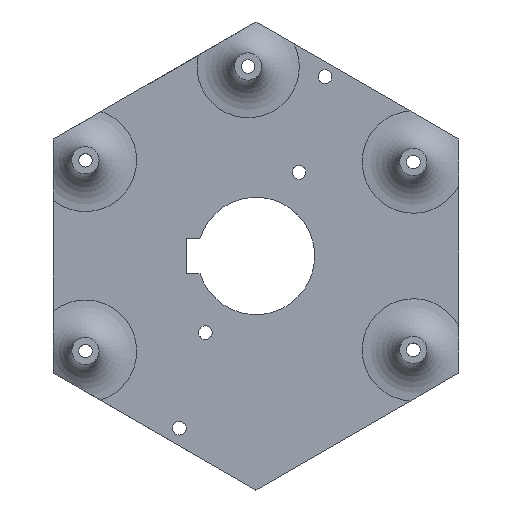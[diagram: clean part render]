
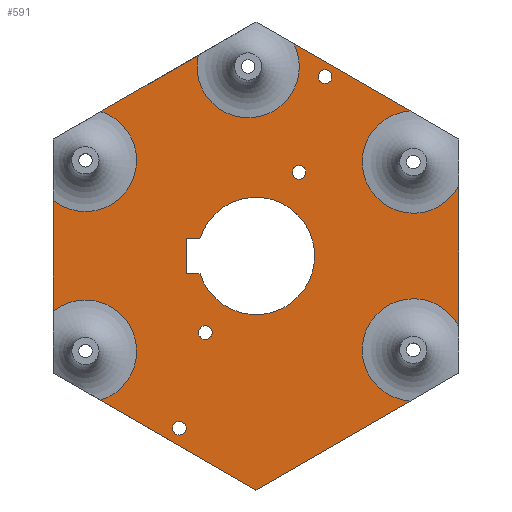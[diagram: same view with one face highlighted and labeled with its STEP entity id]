
A CAD part, top view. The second image highlights one B-rep face of the part: STEP entity #591.
In plain terms, the highlighted planar face has unit normal (0, 0, 1).
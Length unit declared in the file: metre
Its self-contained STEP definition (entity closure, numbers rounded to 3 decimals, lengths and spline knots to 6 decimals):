
#28=CIRCLE('',#628,0.0125);
#39=CIRCLE('',#653,0.00145);
#40=CIRCLE('',#654,0.00145);
#41=CIRCLE('',#655,0.00145);
#42=CIRCLE('',#656,0.00145);
#43=CIRCLE('',#657,0.0109);
#44=CIRCLE('',#658,0.0109);
#45=CIRCLE('',#659,0.0109);
#46=CIRCLE('',#660,0.0109);
#47=CIRCLE('',#661,0.0109);
#137=ORIENTED_EDGE('',*,*,#273,.F.);
#138=ORIENTED_EDGE('',*,*,#274,.F.);
#139=ORIENTED_EDGE('',*,*,#275,.F.);
#140=ORIENTED_EDGE('',*,*,#276,.F.);
#141=ORIENTED_EDGE('',*,*,#236,.F.);
#142=ORIENTED_EDGE('',*,*,#277,.T.);
#143=ORIENTED_EDGE('',*,*,#242,.F.);
#144=ORIENTED_EDGE('',*,*,#278,.T.);
#145=ORIENTED_EDGE('',*,*,#246,.T.);
#146=ORIENTED_EDGE('',*,*,#251,.F.);
#147=ORIENTED_EDGE('',*,*,#279,.T.);
#148=ORIENTED_EDGE('',*,*,#255,.F.);
#149=ORIENTED_EDGE('',*,*,#280,.T.);
#150=ORIENTED_EDGE('',*,*,#269,.F.);
#151=ORIENTED_EDGE('',*,*,#281,.T.);
#152=ORIENTED_EDGE('',*,*,#225,.T.);
#153=ORIENTED_EDGE('',*,*,#229,.F.);
#154=ORIENTED_EDGE('',*,*,#232,.T.);
#155=ORIENTED_EDGE('',*,*,#264,.T.);
#225=EDGE_CURVE('',#299,#298,#356,.T.);
#229=EDGE_CURVE('',#301,#298,#28,.T.);
#232=EDGE_CURVE('',#301,#303,#361,.T.);
#236=EDGE_CURVE('',#307,#308,#364,.T.);
#242=EDGE_CURVE('',#312,#313,#368,.T.);
#246=EDGE_CURVE('',#316,#315,#371,.T.);
#251=EDGE_CURVE('',#319,#315,#374,.T.);
#255=EDGE_CURVE('',#322,#323,#377,.T.);
#264=EDGE_CURVE('',#303,#299,#379,.T.);
#269=EDGE_CURVE('',#332,#333,#381,.T.);
#273=EDGE_CURVE('',#336,#336,#39,.T.);
#274=EDGE_CURVE('',#337,#337,#40,.T.);
#275=EDGE_CURVE('',#338,#338,#41,.T.);
#276=EDGE_CURVE('',#339,#339,#42,.T.);
#277=EDGE_CURVE('',#307,#313,#43,.F.);
#278=EDGE_CURVE('',#312,#316,#44,.F.);
#279=EDGE_CURVE('',#319,#323,#45,.F.);
#280=EDGE_CURVE('',#322,#333,#46,.F.);
#281=EDGE_CURVE('',#332,#308,#47,.F.);
#298=VERTEX_POINT('',#874);
#299=VERTEX_POINT('',#876);
#301=VERTEX_POINT('',#882);
#303=VERTEX_POINT('',#888);
#307=VERTEX_POINT('',#903);
#308=VERTEX_POINT('',#905);
#312=VERTEX_POINT('',#928);
#313=VERTEX_POINT('',#930);
#315=VERTEX_POINT('',#943);
#316=VERTEX_POINT('',#945);
#319=VERTEX_POINT('',#963);
#322=VERTEX_POINT('',#975);
#323=VERTEX_POINT('',#977);
#332=VERTEX_POINT('',#1013);
#333=VERTEX_POINT('',#1015);
#336=VERTEX_POINT('',#1028);
#337=VERTEX_POINT('',#1030);
#338=VERTEX_POINT('',#1032);
#339=VERTEX_POINT('',#1034);
#356=LINE('',#875,#384);
#361=LINE('',#889,#389);
#364=LINE('',#904,#392);
#368=LINE('',#929,#396);
#371=LINE('',#944,#399);
#374=LINE('',#964,#402);
#377=LINE('',#976,#405);
#379=LINE('',#1000,#407);
#381=LINE('',#1014,#409);
#384=VECTOR('',#702,1.);
#389=VECTOR('',#715,1.);
#392=VECTOR('',#720,1.);
#396=VECTOR('',#726,1.);
#399=VECTOR('',#731,1.);
#402=VECTOR('',#736,1.);
#405=VECTOR('',#741,1.);
#407=VECTOR('',#763,1.);
#409=VECTOR('',#773,1.);
#430=EDGE_LOOP('',(#137));
#431=EDGE_LOOP('',(#138));
#432=EDGE_LOOP('',(#139));
#433=EDGE_LOOP('',(#140));
#434=EDGE_LOOP('',(#141,#142,#143,#144,#145,#146,#147,#148,#149,#150,#151));
#435=EDGE_LOOP('',(#152,#153,#154,#155));
#505=FACE_BOUND('',#430,.T.);
#506=FACE_BOUND('',#431,.T.);
#507=FACE_BOUND('',#432,.T.);
#508=FACE_BOUND('',#433,.T.);
#509=FACE_BOUND('',#434,.T.);
#510=FACE_BOUND('',#435,.T.);
#569=PLANE('',#652);
#591=ADVANCED_FACE('',(#505,#506,#507,#508,#509,#510),#569,.T.);
#628=AXIS2_PLACEMENT_3D('',#883,#709,#710);
#652=AXIS2_PLACEMENT_3D('',#1026,#780,#781);
#653=AXIS2_PLACEMENT_3D('',#1027,#782,#783);
#654=AXIS2_PLACEMENT_3D('',#1029,#784,#785);
#655=AXIS2_PLACEMENT_3D('',#1031,#786,#787);
#656=AXIS2_PLACEMENT_3D('',#1033,#788,#789);
#657=AXIS2_PLACEMENT_3D('',#1035,#790,#791);
#658=AXIS2_PLACEMENT_3D('',#1036,#792,#793);
#659=AXIS2_PLACEMENT_3D('',#1037,#794,#795);
#660=AXIS2_PLACEMENT_3D('',#1038,#796,#797);
#661=AXIS2_PLACEMENT_3D('',#1039,#798,#799);
#702=DIRECTION('',(1.,0.,0.));
#709=DIRECTION('',(0.,0.,1.));
#710=DIRECTION('',(1.,0.,0.));
#715=DIRECTION('',(-1.,0.,0.));
#720=DIRECTION('',(0.866,0.5,0.));
#726=DIRECTION('',(0.,1.,0.));
#731=DIRECTION('',(0.866,-0.5,0.));
#736=DIRECTION('',(-0.866,-0.5,0.));
#741=DIRECTION('',(0.,-1.,0.));
#763=DIRECTION('',(0.,1.,0.));
#773=DIRECTION('',(0.866,-0.5,0.));
#780=DIRECTION('',(0.,0.,1.));
#781=DIRECTION('',(1.,0.,0.));
#782=DIRECTION('',(0.,0.,1.));
#783=DIRECTION('',(1.,0.,0.));
#784=DIRECTION('',(0.,0.,1.));
#785=DIRECTION('',(1.,0.,0.));
#786=DIRECTION('',(0.,0.,1.));
#787=DIRECTION('',(1.,0.,0.));
#788=DIRECTION('',(0.,0.,1.));
#789=DIRECTION('',(1.,0.,0.));
#790=DIRECTION('',(0.,0.,1.));
#791=DIRECTION('',(1.,0.,0.));
#792=DIRECTION('',(0.,0.,1.));
#793=DIRECTION('',(1.,0.,0.));
#794=DIRECTION('',(0.,0.,1.));
#795=DIRECTION('',(1.,0.,0.));
#796=DIRECTION('',(0.,0.,1.));
#797=DIRECTION('',(1.,0.,0.));
#798=DIRECTION('',(0.,0.,1.));
#799=DIRECTION('',(1.,0.,0.));
#874=CARTESIAN_POINT('',(-0.064268,-0.048924,0.002));
#875=CARTESIAN_POINT('',(-0.065666,-0.048924,0.002));
#876=CARTESIAN_POINT('',(-0.067063,-0.048924,0.002));
#882=CARTESIAN_POINT('',(-0.064261,-0.056415,0.002));
#883=CARTESIAN_POINT('',(-0.052339,-0.052659,0.002));
#888=CARTESIAN_POINT('',(-0.067063,-0.056415,0.002));
#889=CARTESIAN_POINT('',(-0.065662,-0.056415,0.002));
#903=CARTESIAN_POINT('',(-0.085375,-0.021915,0.002));
#904=CARTESIAN_POINT('',(-0.075024,-0.015938,0.002));
#905=CARTESIAN_POINT('',(-0.064646,-0.009947,0.002));
#928=CARTESIAN_POINT('',(-0.095482,-0.064435,0.002));
#929=CARTESIAN_POINT('',(-0.095482,-0.052659,0.002));
#930=CARTESIAN_POINT('',(-0.095482,-0.040808,0.002));
#943=CARTESIAN_POINT('',(-0.052339,-0.102476,0.002));
#944=CARTESIAN_POINT('',(-0.061831,-0.096996,0.002));
#945=CARTESIAN_POINT('',(-0.085461,-0.083353,0.002));
#963=CARTESIAN_POINT('',(-0.019535,-0.083537,0.002));
#964=CARTESIAN_POINT('',(-0.042847,-0.096996,0.002));
#975=CARTESIAN_POINT('',(-0.009196,-0.037745,0.002));
#976=CARTESIAN_POINT('',(-0.009196,-0.052659,0.002));
#977=CARTESIAN_POINT('',(-0.009196,-0.067578,0.002));
#1000=CARTESIAN_POINT('',(-0.067063,-0.05267,0.002));
#1013=CARTESIAN_POINT('',(-0.044241,-0.007517,0.002));
#1014=CARTESIAN_POINT('',(-0.030767,-0.015296,0.002));
#1015=CARTESIAN_POINT('',(-0.019533,-0.021782,0.002));
#1026=CARTESIAN_POINT('',(-0.052339,-0.054541,0.002));
#1027=CARTESIAN_POINT('',(-0.06867,-0.089341,0.002));
#1028=CARTESIAN_POINT('',(-0.06722,-0.089341,0.002));
#1029=CARTESIAN_POINT('',(-0.04317,-0.034841,0.002));
#1030=CARTESIAN_POINT('',(-0.04172,-0.034841,0.002));
#1031=CARTESIAN_POINT('',(-0.037627,-0.014472,0.002));
#1032=CARTESIAN_POINT('',(-0.036177,-0.014472,0.002));
#1033=CARTESIAN_POINT('',(-0.063127,-0.068972,0.002));
#1034=CARTESIAN_POINT('',(-0.061677,-0.068972,0.002));
#1035=CARTESIAN_POINT('',(-0.088658,-0.032309,0.002));
#1036=CARTESIAN_POINT('',(-0.088655,-0.072932,0.002));
#1037=CARTESIAN_POINT('',(-0.018839,-0.072659,0.002));
#1038=CARTESIAN_POINT('',(-0.018837,-0.032659,0.002));
#1039=CARTESIAN_POINT('',(-0.054013,-0.012345,0.002));
